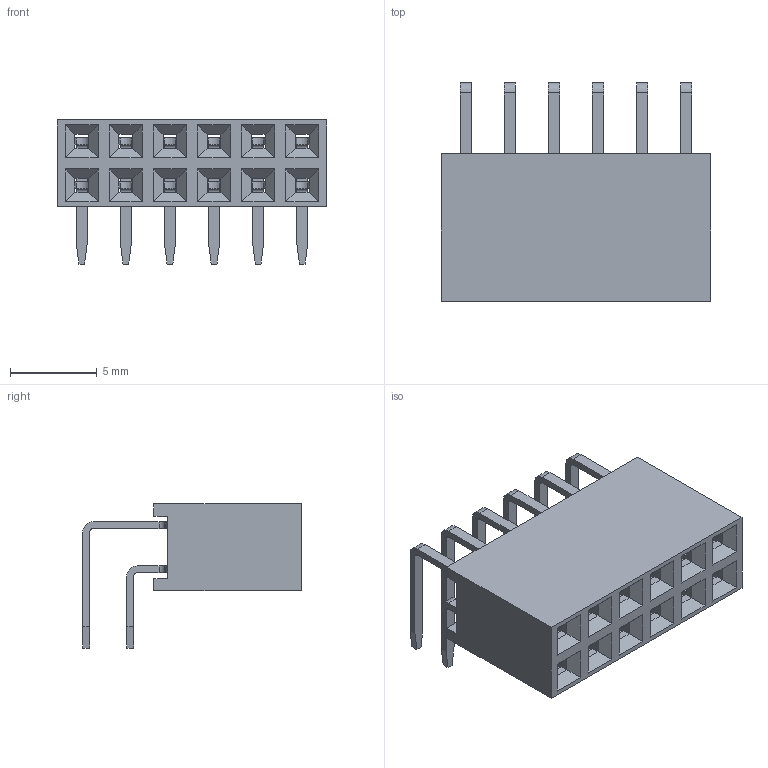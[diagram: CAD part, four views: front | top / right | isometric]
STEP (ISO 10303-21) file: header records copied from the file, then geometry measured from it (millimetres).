
FILE_DESCRIPTION(('STEP AP214'), '1');
FILE_NAME('DS1024-2x5RF1', '2016-04-20T21:05:28', ('Nobody'), (''), 'ASCON STEP Converter 1.3', 'ASCON Math Kernel', '');
FILE_SCHEMA(('AUTOMOTIVE_DESIGN { 1 0 10303 214 3 1 1}'));
Length unit declared in the file: millimetre
Bounding box: 15.54 x 12.6 x 8.3 mm (x, y, z)
Volume: 534.5 mm3; surface area: 1553.1 mm2
Topology: 13 solids, 13 shells, 622 faces, 1776 edges, 1168 vertices
Faces by surface type: plane 466, cylinder 156
Entity records: 25228 total; most frequent: CARTESIAN_POINT 3567, ORIENTED_EDGE 3552, DIRECTION 3334, EDGE_CURVE 1776, LINE 1464, VECTOR 1464, VERTEX_POINT 1168, AXIS2_PLACEMENT_3D 935
